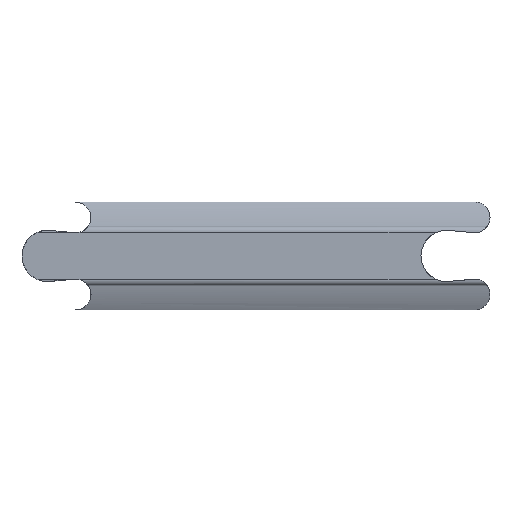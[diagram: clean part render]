
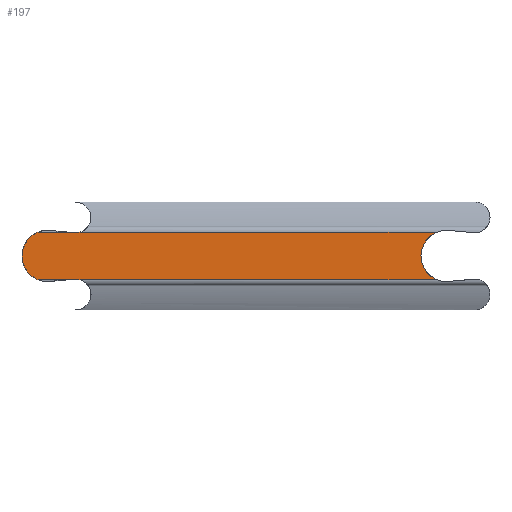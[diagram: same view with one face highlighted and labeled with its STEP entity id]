
A CAD part, top view. The second image highlights one B-rep face of the part: STEP entity #197.
In plain terms, the highlighted planar face has unit normal (0, 0, 1).
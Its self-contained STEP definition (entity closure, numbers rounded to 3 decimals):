
#197=ADVANCED_FACE('',(#471),#473,.T.);
#471=FACE_BOUND('',#472,.T.);
#472=EDGE_LOOP('',(#670,#671,#672,#673,#674,#675,#676,#677,#678,#679));
#473=PLANE('',#474);
#474=AXIS2_PLACEMENT_3D('',#475,#476,#477);
#475=CARTESIAN_POINT('',(-200.,10.2,8.7));
#476=DIRECTION('',(0.,0.,1.));
#477=DIRECTION('',(0.,-1.,0.));
#670=ORIENTED_EDGE('',*,*,#849,.T.);
#671=ORIENTED_EDGE('',*,*,#850,.F.);
#672=ORIENTED_EDGE('',*,*,#851,.T.);
#673=ORIENTED_EDGE('',*,*,#852,.T.);
#674=ORIENTED_EDGE('',*,*,#853,.F.);
#675=ORIENTED_EDGE('',*,*,#854,.T.);
#676=ORIENTED_EDGE('',*,*,#844,.T.);
#677=ORIENTED_EDGE('',*,*,#855,.T.);
#678=ORIENTED_EDGE('',*,*,#856,.T.);
#679=ORIENTED_EDGE('',*,*,#838,.T.);
#838=EDGE_CURVE('',#972,#970,#973,.T.);
#844=EDGE_CURVE('',#983,#981,#984,.T.);
#849=EDGE_CURVE('',#970,#992,#993,.F.);
#850=EDGE_CURVE('',#994,#992,#995,.T.);
#851=EDGE_CURVE('',#994,#996,#997,.F.);
#852=EDGE_CURVE('',#996,#998,#999,.F.);
#853=EDGE_CURVE('',#1000,#998,#1001,.T.);
#854=EDGE_CURVE('',#1000,#983,#1002,.F.);
#855=EDGE_CURVE('',#981,#1003,#1004,.F.);
#856=EDGE_CURVE('',#1003,#972,#1005,.F.);
#970=VERTEX_POINT('',#1812);
#972=VERTEX_POINT('',#1827);
#973=LINE('',#1828,#1829);
#981=VERTEX_POINT('',#1967);
#983=VERTEX_POINT('',#1972);
#984=LINE('',#1973,#1974);
#992=VERTEX_POINT('',#2004);
#993=CIRCLE('',#2005,11.);
#994=VERTEX_POINT('',#2009);
#995=LINE('',#2010,#2011);
#996=VERTEX_POINT('',#2013);
#997=CIRCLE('',#2014,6.589);
#998=VERTEX_POINT('',#2018);
#999=LINE('',#2019,#2020);
#1000=VERTEX_POINT('',#2022);
#1001=LINE('',#2023,#2024);
#1002=CIRCLE('',#2026,11.);
#1003=VERTEX_POINT('',#2030);
#1004=LINE('',#2031,#2032);
#1005=CIRCLE('',#2034,6.589);
#1812=CARTESIAN_POINT('',(-22.618,-10.2,8.7));
#1827=CARTESIAN_POINT('',(-174.989,-10.2,8.7));
#1828=CARTESIAN_POINT('',(-174.989,-10.2,8.7));
#1829=VECTOR('',#1830,1.);
#1830=DIRECTION('',(1.,0.,0.));
#1967=CARTESIAN_POINT('',(-180.667,-10.2,8.7));
#1972=CARTESIAN_POINT('',(-193.118,-10.2,8.7));
#1973=CARTESIAN_POINT('',(-193.118,-10.2,8.7));
#1974=VECTOR('',#1975,1.);
#1975=DIRECTION('',(1.,0.,0.));
#2004=CARTESIAN_POINT('',(-22.618,10.2,8.7));
#2005=AXIS2_PLACEMENT_3D('',#2006,#2007,#2008);
#2006=CARTESIAN_POINT('',(-18.5,0.,8.7));
#2007=DIRECTION('',(0.,0.,1.));
#2008=DIRECTION('',(-0.374,0.927,0.));
#2009=CARTESIAN_POINT('',(-174.989,10.2,8.7));
#2010=CARTESIAN_POINT('',(-174.989,10.2,8.7));
#2011=VECTOR('',#2012,1.);
#2012=DIRECTION('',(1.,0.,0.));
#2013=CARTESIAN_POINT('',(-177.089,9.856,8.7));
#2014=AXIS2_PLACEMENT_3D('',#2015,#2016,#2017);
#2015=CARTESIAN_POINT('',(-177.089,16.446,8.7));
#2016=DIRECTION('',(0.,0.,1.));
#2017=DIRECTION('',(0.,-1.,0.));
#2018=CARTESIAN_POINT('',(-180.667,10.2,8.7));
#2019=CARTESIAN_POINT('',(-180.667,10.2,8.7));
#2020=VECTOR('',#2021,1.);
#2021=DIRECTION('',(0.995,-0.096,0.));
#2022=CARTESIAN_POINT('',(-193.118,10.2,8.7));
#2023=CARTESIAN_POINT('',(-193.118,10.2,8.7));
#2024=VECTOR('',#2025,1.);
#2025=DIRECTION('',(1.,0.,0.));
#2026=AXIS2_PLACEMENT_3D('',#2027,#2028,#2029);
#2027=CARTESIAN_POINT('',(-189.,0.,8.7));
#2028=DIRECTION('',(0.,0.,-1.));
#2029=DIRECTION('',(-0.374,-0.927,0.));
#2030=CARTESIAN_POINT('',(-177.089,-9.856,8.7));
#2031=CARTESIAN_POINT('',(-177.089,-9.856,8.7));
#2032=VECTOR('',#2033,1.);
#2033=DIRECTION('',(-0.995,-0.096,0.));
#2034=AXIS2_PLACEMENT_3D('',#2035,#2036,#2037);
#2035=CARTESIAN_POINT('',(-177.089,-16.446,8.7));
#2036=DIRECTION('',(0.,0.,1.));
#2037=DIRECTION('',(0.319,0.948,0.));
